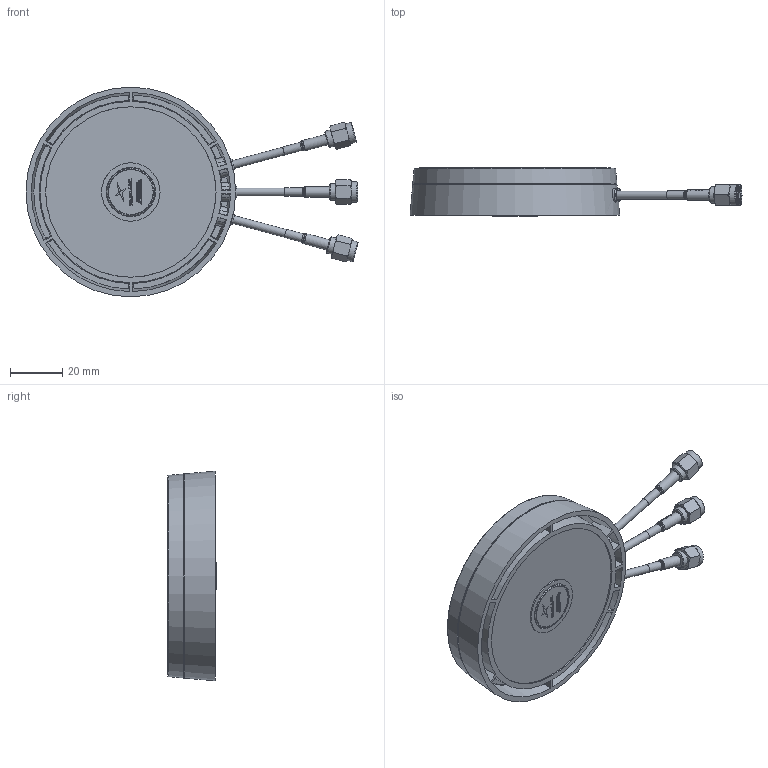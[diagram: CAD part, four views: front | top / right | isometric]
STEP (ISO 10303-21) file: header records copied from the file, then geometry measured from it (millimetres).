
FILE_DESCRIPTION (( 'STEP AP214' ), '1' );
FILE_NAME ('MA321.A.001 3-in-1 GNSS and 2X4G MIMO Puck Antenna Customer File.STEP', '2024-03-04T15:25:50', ( '' ), ( '' ), 'SwSTEP 2.0', 'SolidWorks 2022', '' );
FILE_SCHEMA (( 'AUTOMOTIVE_DESIGN' ));
Length unit declared in the file: millimetre
Products named in the file (1): MA321.A.001 3-in-1 GNSS and 2X4G MIMO Puck Antenna Customer File
Bounding box: 126.51 x 18.31 x 79.89 mm (x, y, z)
Volume: 36256 mm3; surface area: 43535.9 mm2
Topology: 30 solids, 30 shells, 2964 faces, 7914 edges, 5183 vertices
Faces by surface type: bspline 1280, plane 1170, cylinder 257, torus 130, cone 101, sphere 26
Full cylindrical faces by diameter (mm): 0.51 x3, 0.92 x3, 1.48 x3, 1.75 x3, 1.91 x3, 2.15 x1, 2.2 x2, 2.7 x3, 3 x5, 3.1 x1, 3.15 x13, 3.2 x2, 3.9 x3, 4 x2, 4.1 x1, 5 x12, 6 x3, 6.35 x3, 6.4 x3, 7.8 x3, 8 x3, 17 x1, 18 x1
Entity records: 139489 total; most frequent: CARTESIAN_POINT 43716, ORIENTED_EDGE 15140, DIRECTION 8624, EDGE_CURVE 7570, VERTEX_POINT 5080, VECTOR 3854, LINE 3854, EDGE_LOOP 3396
